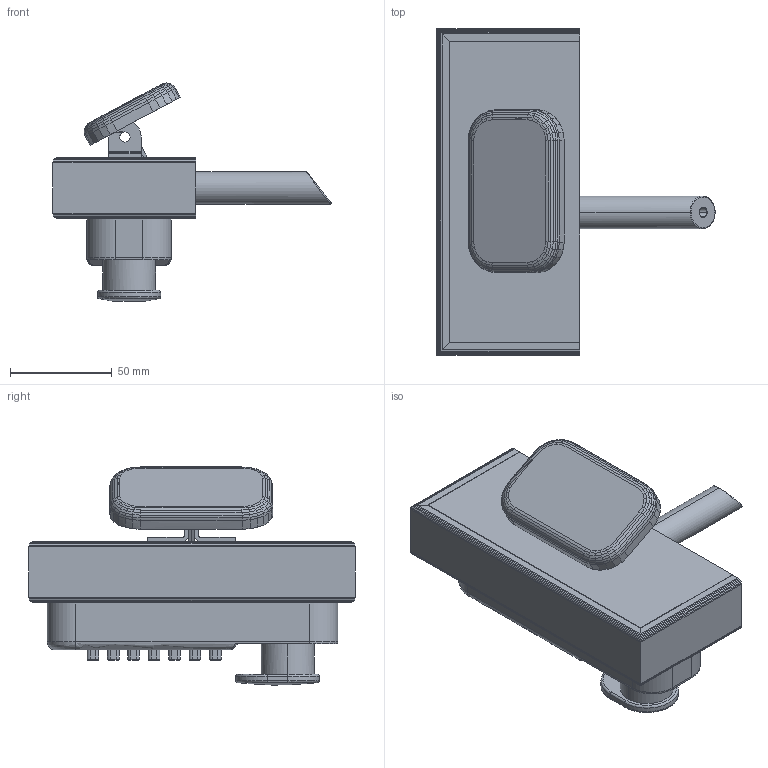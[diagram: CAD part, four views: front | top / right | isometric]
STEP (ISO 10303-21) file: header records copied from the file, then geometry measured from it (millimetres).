
FILE_DESCRIPTION (( 'STEP AP203' ), '1' );
FILE_NAME ('05SGCE40L.STEP', '2022-03-02T14:16:53', ( '' ), ( '' ), 'SwSTEP 2.0', 'SolidWorks 2020', '' );
FILE_SCHEMA (( 'CONFIG_CONTROL_DESIGN' ));
Products named in the file (1): 05SGCE40L
Bounding box: 136.47 x 160 x 107.01 mm (x, y, z)
Surface area: 114893.7 mm2 (no closed solid volume)
Topology: 0 solids, 12 shells, 1229 faces, 3166 edges, 1996 vertices
Faces by surface type: bspline 817, plane 392, cylinder 20
Entity records: 56450 total; most frequent: CARTESIAN_POINT 35950, ORIENTED_EDGE 6270, EDGE_CURVE 3163, B_SPLINE_CURVE_WITH_KNOTS 2899, VERTEX_POINT 1996, EDGE_LOOP 1293, ADVANCED_FACE 1229, FACE_OUTER_BOUND 1229
